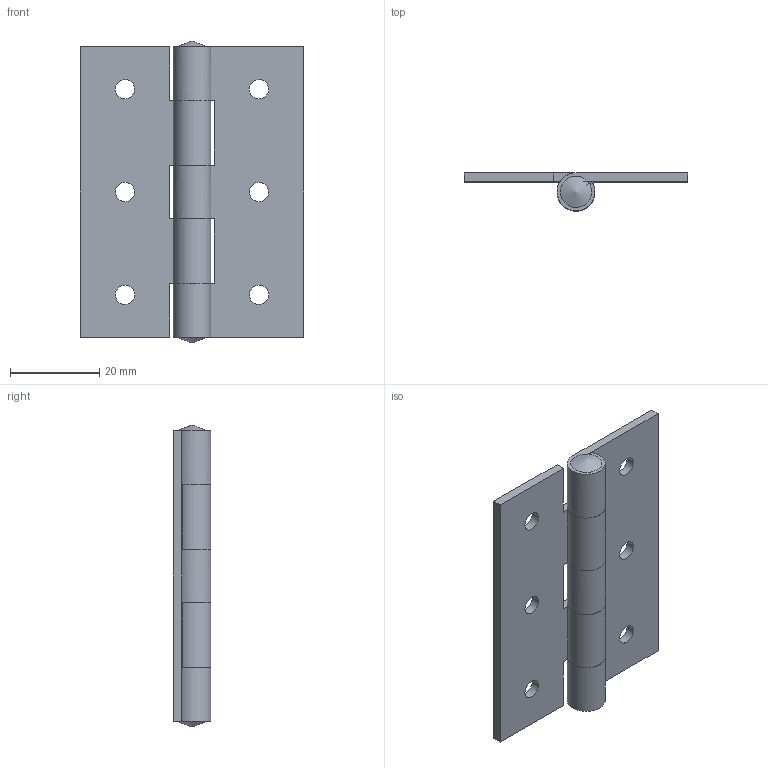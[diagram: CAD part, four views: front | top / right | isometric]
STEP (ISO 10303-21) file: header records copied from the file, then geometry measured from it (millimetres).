
FILE_DESCRIPTION((''),'2;1');
FILE_NAME('','2005-04-20T10:38:44',(''),(''),'','CADfix','');
FILE_SCHEMA(('AUTOMOTIVE_DESIGN'));
Length unit declared in the file: millimetre
Products named in the file (4): hinge piece_B; hinge piece_A; shaft; TH_TM_124_21553_36
Assembly tree (3 placements, depth 2):
  TH_TM_124_21553_36
    hinge piece_B
    hinge piece_A
    shaft
Bounding box: 50 x 8.5 x 67.5 mm (x, y, z)
Volume: 8982.3 mm3; surface area: 10232.2 mm2
Topology: 3 solids, 3 shells, 56 faces, 176 edges, 128 vertices
Faces by surface type: bspline 56
Entity records: 2279 total; most frequent: CARTESIAN_POINT 1194, ORIENTED_EDGE 352, EDGE_CURVE 176, VERTEX_POINT 128, QUASI_UNIFORM_CURVE 96, EDGE_LOOP 70, FACE_OUTER_BOUND 56, ADVANCED_FACE 56
